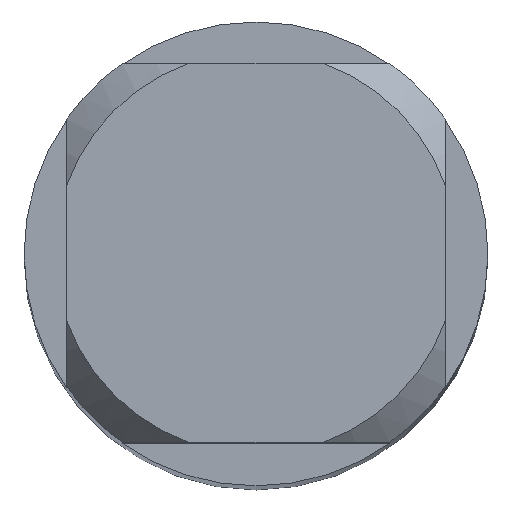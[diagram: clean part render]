
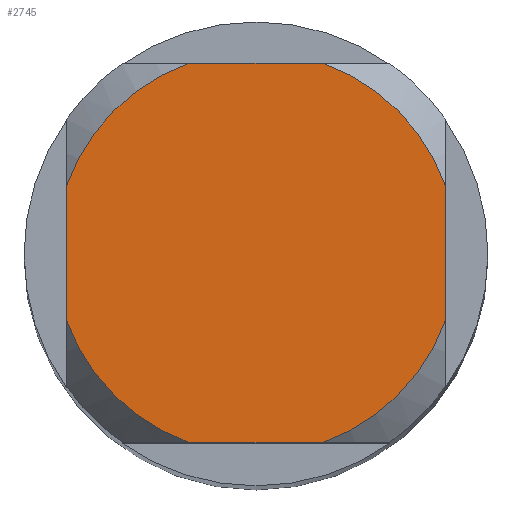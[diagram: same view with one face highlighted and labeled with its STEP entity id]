
A CAD part, top view. The second image highlights one B-rep face of the part: STEP entity #2745.
In plain terms, the highlighted planar face has unit normal (0, 0, 1).
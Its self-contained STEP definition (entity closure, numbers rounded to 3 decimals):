
#1945=VERTEX_POINT('',#5585);
#2213=EDGE_CURVE('',#1945,#2913,#5874,.T.);
#2575=VERTEX_POINT('',#6276);
#2745=ADVANCED_FACE('',(#6460),#6461,.T.);
#2787=EDGE_CURVE('',#3493,#2849,#6505,.T.);
#2849=VERTEX_POINT('',#6570);
#2881=EDGE_CURVE('',#1945,#2949,#6607,.T.);
#2913=VERTEX_POINT('',#6644);
#2949=VERTEX_POINT('',#6684);
#3223=VERTEX_POINT('',#6981);
#3355=EDGE_CURVE('',#2575,#3223,#7124,.T.);
#3493=VERTEX_POINT('',#7275);
#3959=VERTEX_POINT('',#7775);
#4121=EDGE_CURVE('',#3959,#3223,#7953,.T.);
#4657=EDGE_CURVE('',#2575,#2849,#8538,.T.);
#4863=EDGE_CURVE('',#3493,#2949,#8766,.T.);
#5083=EDGE_CURVE('',#3959,#2913,#9019,.T.);
#5585=CARTESIAN_POINT('',(-0.87,-2.45,0.0));
#5874=CIRCLE('',#10176,2.6);
#6276=CARTESIAN_POINT('',(0.87,2.45,0.0));
#6460=FACE_OUTER_BOUND('',#11196,.T.);
#6461=PLANE('',#11197);
#6505=LINE('',#11280,#11281);
#6570=CARTESIAN_POINT('',(2.45,0.87,0.0));
#6607=LINE('',#11441,#11442);
#6644=CARTESIAN_POINT('',(-2.45,-0.87,0.0));
#6684=CARTESIAN_POINT('',(0.87,-2.45,0.0));
#6981=CARTESIAN_POINT('',(-0.87,2.45,0.0));
#7124=LINE('',#12247,#12248);
#7275=CARTESIAN_POINT('',(2.45,-0.87,0.0));
#7775=CARTESIAN_POINT('',(-2.45,0.87,0.0));
#7953=CIRCLE('',#13645,2.6);
#8538=CIRCLE('',#14649,2.6);
#8766=CIRCLE('',#15020,2.6);
#9019=LINE('',#15410,#15411);
#10176=AXIS2_PLACEMENT_3D('',#16478,#16479,#16480);
#11196=EDGE_LOOP('',(#17157,#17158,#17159,#17160,#17161,#17162,#17163,#17164));
#11197=AXIS2_PLACEMENT_3D('',#17165,#17166,#17167);
#11280=CARTESIAN_POINT('',(2.45,0.65,0.0));
#11281=VECTOR('',#17214,1.0);
#11441=CARTESIAN_POINT('',(0.0,-2.45,0.0));
#11442=VECTOR('',#17320,1.0);
#12247=CARTESIAN_POINT('',(0.0,2.45,0.0));
#12248=VECTOR('',#17886,1.0);
#13645=AXIS2_PLACEMENT_3D('',#18874,#18875,#18876);
#14649=AXIS2_PLACEMENT_3D('',#19649,#19650,#19651);
#15020=AXIS2_PLACEMENT_3D('',#19888,#19889,#19890);
#15410=CARTESIAN_POINT('',(-2.45,0.65,0.0));
#15411=VECTOR('',#20243,1.0);
#16478=CARTESIAN_POINT('',(0.0,0.0,0.0));
#16479=DIRECTION('',(0.0,0.0,-1.0));
#16480=DIRECTION('',(0.0,1.0,0.0));
#17157=ORIENTED_EDGE('',*,*,#5083,.T.);
#17158=ORIENTED_EDGE('',*,*,#2213,.F.);
#17159=ORIENTED_EDGE('',*,*,#2881,.T.);
#17160=ORIENTED_EDGE('',*,*,#4863,.F.);
#17161=ORIENTED_EDGE('',*,*,#2787,.T.);
#17162=ORIENTED_EDGE('',*,*,#4657,.F.);
#17163=ORIENTED_EDGE('',*,*,#3355,.T.);
#17164=ORIENTED_EDGE('',*,*,#4121,.F.);
#17165=CARTESIAN_POINT('',(0.0,1.3,0.0));
#17166=DIRECTION('',(-0.0,0.0,1.0));
#17167=DIRECTION('',(0.0,-1.0,0.0));
#17214=DIRECTION('',(-0.0,1.0,0.0));
#17320=DIRECTION('',(1.0,0.0,0.0));
#17886=DIRECTION('',(-1.0,0.0,0.0));
#18874=CARTESIAN_POINT('',(0.0,0.0,0.0));
#18875=DIRECTION('',(0.0,0.0,-1.0));
#18876=DIRECTION('',(0.0,1.0,0.0));
#19649=CARTESIAN_POINT('',(0.0,0.0,0.0));
#19650=DIRECTION('',(0.0,0.0,-1.0));
#19651=DIRECTION('',(0.0,1.0,0.0));
#19888=CARTESIAN_POINT('',(0.0,0.0,0.0));
#19889=DIRECTION('',(0.0,0.0,-1.0));
#19890=DIRECTION('',(0.0,1.0,0.0));
#20243=DIRECTION('',(-0.0,-1.0,0.0));
